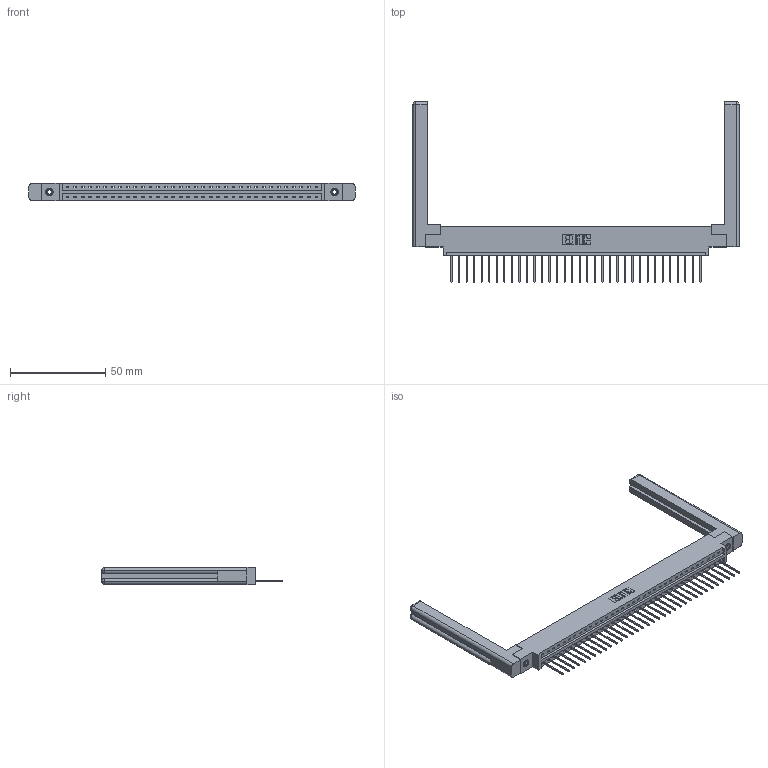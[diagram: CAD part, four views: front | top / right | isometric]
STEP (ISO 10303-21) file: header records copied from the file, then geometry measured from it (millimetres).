
FILE_DESCRIPTION (( 'STEP AP203' ), '1' );
FILE_NAME ('387-034-540-658.STEP', '2019-10-04T11:17:17', ( '' ), ( '' ), 'SwSTEP 2.0', 'SolidWorks 2016', '' );
FILE_SCHEMA (( 'CONFIG_CONTROL_DESIGN' ));
Length unit declared in the file: inch
Products named in the file (5): 307-220-058; 387-034-540-658; 345-292-001_345-293-140; 337 Part_0.170 Offset - 0.156 Dia-TI; 345-250-001_345-250-001-102
Assembly tree (39 placements, depth 2):
  387-034-540-658
    337 Part_0.170 Offset - 0.156 Dia-TI
    345-292-001_345-293-140  x34
    345-250-001_345-250-001-102  x2
    307-220-058  x2
Bounding box: 171.35 x 94.87 x 9.4 mm (x, y, z)
Volume: 24799.4 mm3; surface area: 23832.2 mm2
Topology: 39 solids, 39 shells, 2368 faces, 7069 edges, 4654 vertices
Faces by surface type: plane 1722, cylinder 622, cone 12, torus 12
Entity records: 29092 total; most frequent: CARTESIAN_POINT 5067, ORIENTED_EDGE 4976, DIRECTION 4300, EDGE_CURVE 2488, VECTOR 2312, LINE 2312, VERTEX_POINT 1650, AXIS2_PLACEMENT_3D 994
